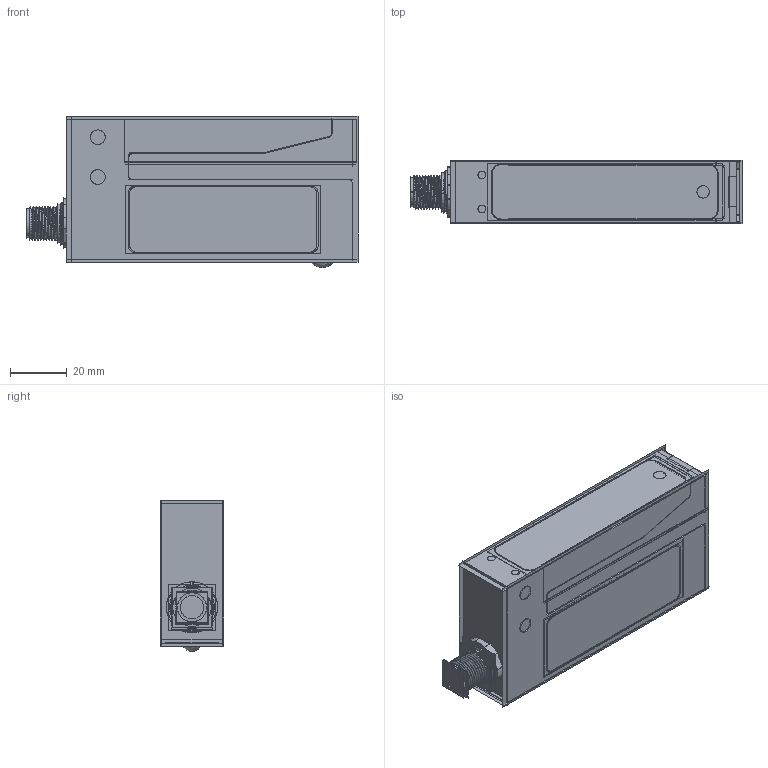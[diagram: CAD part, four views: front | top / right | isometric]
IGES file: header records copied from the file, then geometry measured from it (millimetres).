
Start section:  PTC IGES file: 226790_sm01.igs
Global section: file name: 226790_sm01.igs; native system: Creo Parametric by PTC Inc.; preprocessor: 2019292; author: PDMAdmin; organization: Unknown; date: 20220114.102338; units: millimetre
Bounding box: 117.03 x 22.45 x 53.26 mm (x, y, z)
Volume: 98136.3 mm3; surface area: 122615.3 mm2
Topology: 1 solids, 3 shells, 650 faces, 3301 edges, 4136 vertices
Faces by surface type: bspline 328, revolution 304, extrusion 18
